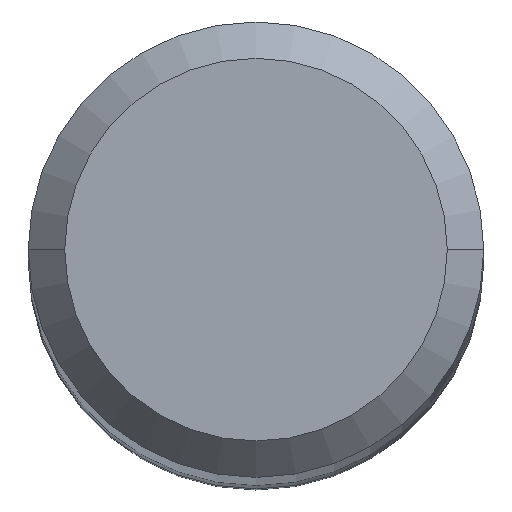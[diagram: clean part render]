
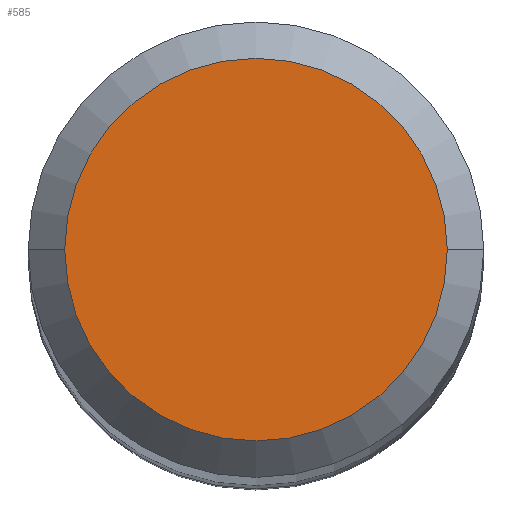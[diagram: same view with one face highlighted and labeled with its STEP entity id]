
A CAD part, top view. The second image highlights one B-rep face of the part: STEP entity #585.
In plain terms, the highlighted planar face has unit normal (0, 0, 1).
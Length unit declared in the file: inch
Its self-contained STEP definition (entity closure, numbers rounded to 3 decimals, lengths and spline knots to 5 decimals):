
#21 = EDGE_LOOP ( 'NONE', ( #60, #621 ) ) ;
#60 = ORIENTED_EDGE ( 'NONE', *, *, #86, .T. ) ;
#86 = EDGE_CURVE ( 'NONE', #106, #679, #637, .T. ) ;
#106 = VERTEX_POINT ( 'NONE', #758 ) ;
#193 = EDGE_CURVE ( 'NONE', #679, #106, #614, .T. ) ;
#197 = FACE_OUTER_BOUND ( 'NONE', #21, .T. ) ;
#203 = CARTESIAN_POINT ( 'NONE',  ( 0., 0.105, 0. ) ) ;
#216 = CARTESIAN_POINT ( 'NONE',  ( 0.105, 0., 0. ) ) ;
#293 = AXIS2_PLACEMENT_3D ( 'NONE', #527, #397, #707 ) ;
#310 = AXIS2_PLACEMENT_3D ( 'NONE', #608, #419, #787 ) ;
#328 = DIRECTION ( 'NONE',  ( 0., 0., -1. ) ) ;
#397 = DIRECTION ( 'NONE',  ( 0., 0., 1. ) ) ;
#419 = DIRECTION ( 'NONE',  ( 0., 0., 1. ) ) ;
#442 = AXIS2_PLACEMENT_3D ( 'NONE', #203, #328, #701 ) ;
#527 = CARTESIAN_POINT ( 'NONE',  ( 0., 0., 0. ) ) ;
#585 = ADVANCED_FACE ( 'NONE', ( #197 ), #689, .F. ) ;
#608 = CARTESIAN_POINT ( 'NONE',  ( 0., 0., 0. ) ) ;
#614 = CIRCLE ( 'NONE', #310, 0.105 ) ;
#621 = ORIENTED_EDGE ( 'NONE', *, *, #193, .T. ) ;
#637 = CIRCLE ( 'NONE', #293, 0.105 ) ;
#679 = VERTEX_POINT ( 'NONE', #216 ) ;
#689 = PLANE ( 'NONE',  #442 ) ;
#701 = DIRECTION ( 'NONE',  ( -1., 0., 0. ) ) ;
#707 = DIRECTION ( 'NONE',  ( 1., 0., 0. ) ) ;
#758 = CARTESIAN_POINT ( 'NONE',  ( -0.105, 0., 0. ) ) ;
#787 = DIRECTION ( 'NONE',  ( 1., 0., 0. ) ) ;
